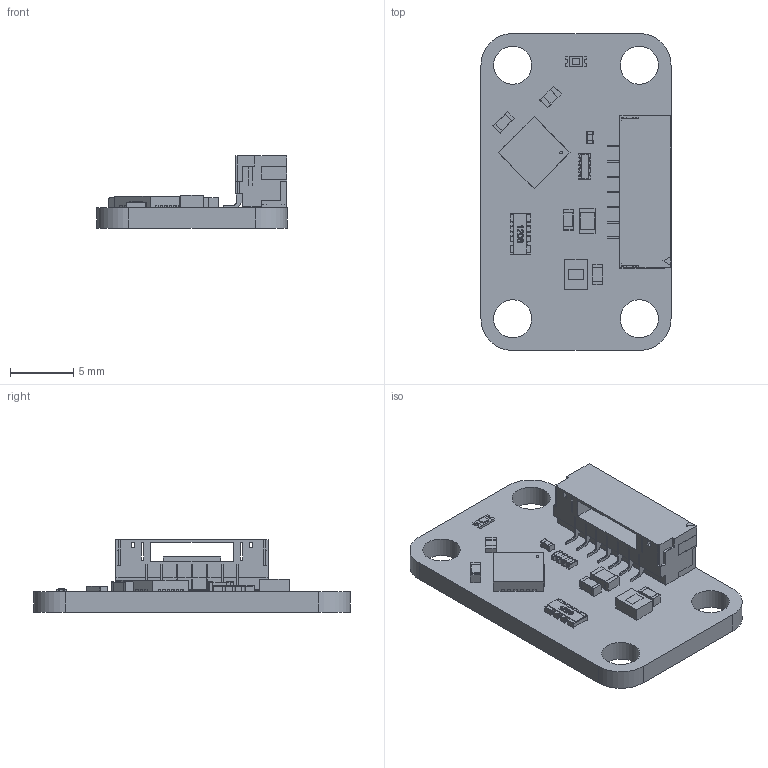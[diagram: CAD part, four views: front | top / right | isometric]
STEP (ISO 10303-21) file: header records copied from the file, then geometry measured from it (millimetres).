
FILE_DESCRIPTION(('FreeCAD Model'),'2;1');
FILE_NAME( 'uv-light-v2.step', '2018-07-31T15:10:44',('kicad StepUp'),('ksu MCAD'), 'Open CASCADE STEP processor 7.3','FreeCAD','Unknown');
FILE_SCHEMA(('AUTOMOTIVE_DESIGN { 1 0 10303 214 1 1 1 1 }'));
Length unit declared in the file: millimetre
Products named in the file (17): uv-light-v2; Board_Geoms; Pcb; Step_Models; Top; C_0603_; C_0603_001; D_0603_blue_; BrickletConn_7pin_; R_0603_; QFN-24_4x4mm_Pitch0.5mm_; C_0805_; C_0603_002; Cut_; R_4x0603_; C_0402_; VEML6070-UVlight_
Assembly tree (16 placements, depth 4):
  uv-light-v2
    Board_Geoms
      Pcb
    Step_Models
      Top
        C_0603_
        C_0603_001
        D_0603_blue_
        BrickletConn_7pin_
        R_0603_
        QFN-24_4x4mm_Pitch0.5mm_
        C_0805_
        C_0603_002
        Cut_
        R_4x0603_
        C_0402_
        VEML6070-UVlight_
Bounding box: 15 x 25 x 5.7 mm (x, y, z)
Volume: 662.4 mm3; surface area: 1442.3 mm2
Topology: 17 solids, 17 shells, 1330 faces, 3790 edges, 2486 vertices
Faces by surface type: plane 1068, bspline 138, cylinder 124
Full cylindrical faces by diameter (mm): 3 x4
Entity records: 52372 total; most frequent: CARTESIAN_POINT 8865, ORIENTED_EDGE 7580, DIRECTION 6180, EDGE_CURVE 3790, LINE 3266, VECTOR 3266, VERTEX_POINT 2486, AXIS2_PLACEMENT_3D 1457
